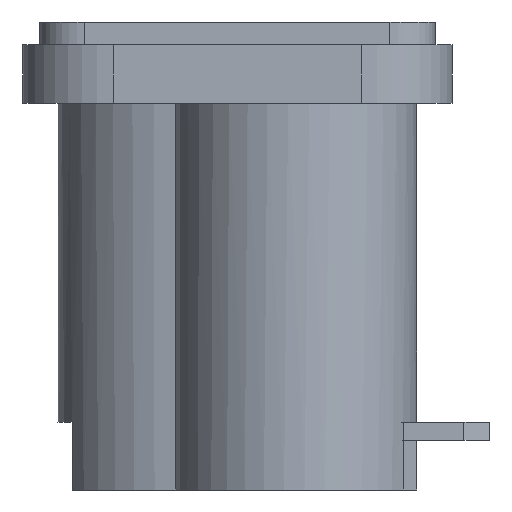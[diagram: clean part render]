
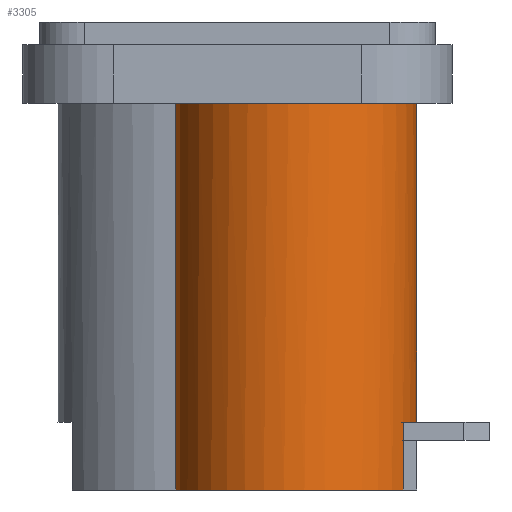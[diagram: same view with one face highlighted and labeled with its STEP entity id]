
A CAD part, left-side view. The second image highlights one B-rep face of the part: STEP entity #3305.
In plain terms, the highlighted cylindrical face has radius 5.35 mm (diameter 10.7 mm), a partial arc.
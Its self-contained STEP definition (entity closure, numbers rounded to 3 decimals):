
#64 = AXIS2_PLACEMENT_3D ( 'NONE', #1466, #4285, #1869 ) ;
#130 = VERTEX_POINT ( 'NONE', #5100 ) ;
#137 = CIRCLE ( 'NONE', #2510, 5.35 ) ;
#226 = DIRECTION ( 'NONE',  ( 1., 0., 0. ) ) ;
#256 = CARTESIAN_POINT ( 'NONE',  ( -0.75, -5.643, -17.1 ) ) ;
#264 = ORIENTED_EDGE ( 'NONE', *, *, #1678, .T. ) ;
#349 = EDGE_CURVE ( 'NONE', #2868, #130, #3398, .T. ) ;
#351 = VERTEX_POINT ( 'NONE', #4416 ) ;
#448 = CIRCLE ( 'NONE', #64, 5.35 ) ;
#529 = EDGE_CURVE ( 'NONE', #1443, #3848, #1715, .T. ) ;
#616 = CARTESIAN_POINT ( 'NONE',  ( -4.65, -7.927, -17.1 ) ) ;
#639 = ORIENTED_EDGE ( 'NONE', *, *, #529, .T. ) ;
#645 = CARTESIAN_POINT ( 'NONE',  ( -5.15, -2.6, -17.1 ) ) ;
#656 = DIRECTION ( 'NONE',  ( 0., 0., 1. ) ) ;
#727 = VECTOR ( 'NONE', #3194, 1000. ) ;
#776 = VERTEX_POINT ( 'NONE', #616 ) ;
#1086 = DIRECTION ( 'NONE',  ( 0., 0., -1. ) ) ;
#1140 = DIRECTION ( 'NONE',  ( 0., 0., 1. ) ) ;
#1171 = CARTESIAN_POINT ( 'NONE',  ( -7.65, -7.33, -14.1 ) ) ;
#1196 = CARTESIAN_POINT ( 'NONE',  ( -0.75, -5.643, -14.1 ) ) ;
#1210 = DIRECTION ( 'NONE',  ( 0., 0., -1. ) ) ;
#1252 = EDGE_CURVE ( 'NONE', #1268, #776, #1786, .T. ) ;
#1268 = VERTEX_POINT ( 'NONE', #4438 ) ;
#1353 = CARTESIAN_POINT ( 'NONE',  ( -0.75, -5.643, 0. ) ) ;
#1432 = CARTESIAN_POINT ( 'NONE',  ( -5.15, -2.6, -17.1 ) ) ;
#1443 = VERTEX_POINT ( 'NONE', #1353 ) ;
#1466 = CARTESIAN_POINT ( 'NONE',  ( -5.15, -2.6, -17.1 ) ) ;
#1484 = CARTESIAN_POINT ( 'NONE',  ( -5.15, -2.6, 0. ) ) ;
#1542 = VECTOR ( 'NONE', #656, 1000. ) ;
#1678 = EDGE_CURVE ( 'NONE', #3489, #1443, #4885, .T. ) ;
#1681 = EDGE_CURVE ( 'NONE', #2500, #776, #448, .T. ) ;
#1715 = CIRCLE ( 'NONE', #2614, 5.35 ) ;
#1763 = AXIS2_PLACEMENT_3D ( 'NONE', #645, #4260, #3024 ) ;
#1786 = LINE ( 'NONE', #2813, #727 ) ;
#1820 = CARTESIAN_POINT ( 'NONE',  ( -5.773, 2.714, 0. ) ) ;
#1824 = DIRECTION ( 'NONE',  ( -1., 0., 0. ) ) ;
#1869 = DIRECTION ( 'NONE',  ( -1., 0., 0. ) ) ;
#1886 = EDGE_CURVE ( 'NONE', #2500, #3489, #2098, .T. ) ;
#1932 = VECTOR ( 'NONE', #2666, 1000. ) ;
#2022 = ORIENTED_EDGE ( 'NONE', *, *, #4942, .F. ) ;
#2098 = LINE ( 'NONE', #4737, #5218 ) ;
#2217 = FACE_OUTER_BOUND ( 'NONE', #4550, .T. ) ;
#2234 = ORIENTED_EDGE ( 'NONE', *, *, #1252, .T. ) ;
#2341 = VECTOR ( 'NONE', #1210, 1000. ) ;
#2500 = VERTEX_POINT ( 'NONE', #256 ) ;
#2510 = AXIS2_PLACEMENT_3D ( 'NONE', #1432, #4239, #1824 ) ;
#2614 = AXIS2_PLACEMENT_3D ( 'NONE', #1484, #1086, #3462 ) ;
#2649 = DIRECTION ( 'NONE',  ( 0., 0., -1. ) ) ;
#2666 = DIRECTION ( 'NONE',  ( 0., 0., 1. ) ) ;
#2813 = CARTESIAN_POINT ( 'NONE',  ( -4.65, -7.927, -14.1 ) ) ;
#2868 = VERTEX_POINT ( 'NONE', #1171 ) ;
#3024 = DIRECTION ( 'NONE',  ( 1., 0., 0. ) ) ;
#3025 = ORIENTED_EDGE ( 'NONE', *, *, #4930, .F. ) ;
#3035 = ORIENTED_EDGE ( 'NONE', *, *, #349, .F. ) ;
#3038 = CYLINDRICAL_SURFACE ( 'NONE', #1763, 5.35 ) ;
#3061 = CARTESIAN_POINT ( 'NONE',  ( -0.75, -5.643, -17.1 ) ) ;
#3194 = DIRECTION ( 'NONE',  ( 0., 0., -1. ) ) ;
#3211 = ORIENTED_EDGE ( 'NONE', *, *, #4883, .F. ) ;
#3301 = AXIS2_PLACEMENT_3D ( 'NONE', #5095, #2649, #226 ) ;
#3305 = ADVANCED_FACE ( 'NONE', ( #2217 ), #3038, .T. ) ;
#3398 = LINE ( 'NONE', #5254, #2341 ) ;
#3441 = ORIENTED_EDGE ( 'NONE', *, *, #1886, .T. ) ;
#3462 = DIRECTION ( 'NONE',  ( -1., 0., 0. ) ) ;
#3489 = VERTEX_POINT ( 'NONE', #1196 ) ;
#3848 = VERTEX_POINT ( 'NONE', #1820 ) ;
#4058 = LINE ( 'NONE', #4676, #1932 ) ;
#4239 = DIRECTION ( 'NONE',  ( 0., 0., -1. ) ) ;
#4260 = DIRECTION ( 'NONE',  ( 0., 0., 1. ) ) ;
#4285 = DIRECTION ( 'NONE',  ( 0., 0., -1. ) ) ;
#4332 = CIRCLE ( 'NONE', #3301, 5.35 ) ;
#4416 = CARTESIAN_POINT ( 'NONE',  ( -5.773, 2.714, -17.1 ) ) ;
#4438 = CARTESIAN_POINT ( 'NONE',  ( -4.65, -7.927, -14.1 ) ) ;
#4550 = EDGE_LOOP ( 'NONE', ( #3025, #2234, #4907, #3441, #264, #639, #2022, #3211, #3035 ) ) ;
#4676 = CARTESIAN_POINT ( 'NONE',  ( -5.773, 2.714, -17.1 ) ) ;
#4737 = CARTESIAN_POINT ( 'NONE',  ( -0.75, -5.643, -17.1 ) ) ;
#4883 = EDGE_CURVE ( 'NONE', #130, #351, #137, .T. ) ;
#4885 = LINE ( 'NONE', #3061, #1542 ) ;
#4907 = ORIENTED_EDGE ( 'NONE', *, *, #1681, .F. ) ;
#4930 = EDGE_CURVE ( 'NONE', #1268, #2868, #4332, .T. ) ;
#4942 = EDGE_CURVE ( 'NONE', #351, #3848, #4058, .T. ) ;
#5095 = CARTESIAN_POINT ( 'NONE',  ( -5.15, -2.6, -14.1 ) ) ;
#5100 = CARTESIAN_POINT ( 'NONE',  ( -7.65, -7.33, -17.1 ) ) ;
#5218 = VECTOR ( 'NONE', #1140, 1000. ) ;
#5254 = CARTESIAN_POINT ( 'NONE',  ( -7.65, -7.33, -14.1 ) ) ;
